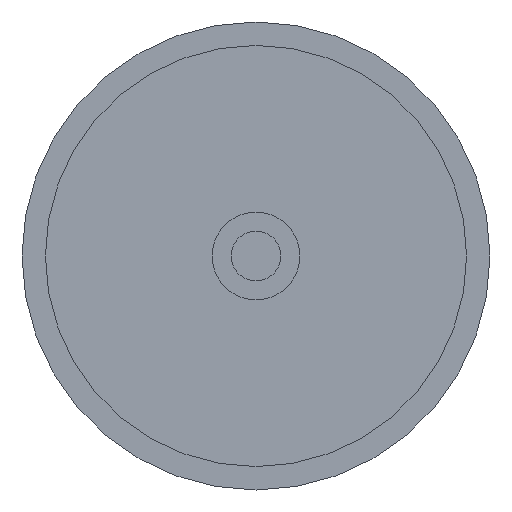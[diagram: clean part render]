
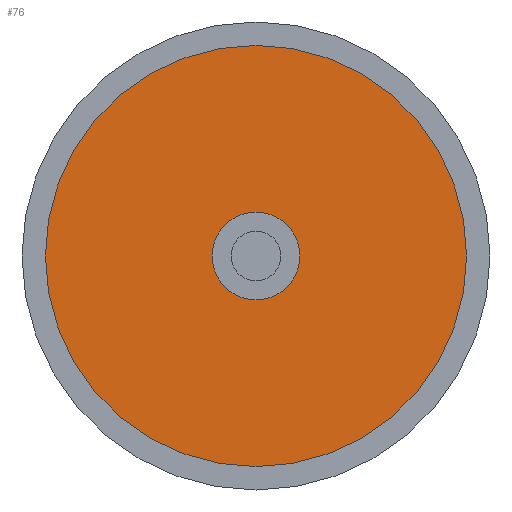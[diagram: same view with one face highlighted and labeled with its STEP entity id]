
A CAD part, front view. The second image highlights one B-rep face of the part: STEP entity #76.
In plain terms, the highlighted planar face has unit normal (0, -1, 0).
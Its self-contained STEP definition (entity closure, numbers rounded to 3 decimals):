
#76=ADVANCED_FACE('',(#167,#168),#169,.T.);
#167=FACE_BOUND('',#274,.T.);
#168=FACE_OUTER_BOUND('',#275,.T.);
#169=PLANE('',#276);
#274=EDGE_LOOP('',(#420,#421,#422));
#275=EDGE_LOOP('',(#423,#424));
#276=AXIS2_PLACEMENT_3D('',#425,#426,#427);
#420=ORIENTED_EDGE('',*,*,#627,.T.);
#421=ORIENTED_EDGE('',*,*,#625,.T.);
#422=ORIENTED_EDGE('',*,*,#628,.T.);
#423=ORIENTED_EDGE('',*,*,#635,.T.);
#424=ORIENTED_EDGE('',*,*,#636,.T.);
#425=CARTESIAN_POINT('',(148.5,107.8,0.0));
#426=DIRECTION('',(0.,-1.0,0.));
#427=DIRECTION('',(1.0,0.,0.0));
#625=EDGE_CURVE('',#738,#740,#742,.T.);
#627=EDGE_CURVE('',#744,#738,#745,.T.);
#628=EDGE_CURVE('',#740,#744,#746,.T.);
#635=EDGE_CURVE('',#757,#758,#759,.T.);
#636=EDGE_CURVE('',#758,#757,#760,.T.);
#738=VERTEX_POINT('',#878);
#740=VERTEX_POINT('',#881);
#742=CIRCLE('',#884,1.5);
#744=VERTEX_POINT('',#886);
#745=CIRCLE('',#887,1.5);
#746=CIRCLE('',#888,1.5);
#757=VERTEX_POINT('',#901);
#758=VERTEX_POINT('',#902);
#759=CIRCLE('',#903,7.2);
#760=CIRCLE('',#904,7.2);
#878=CARTESIAN_POINT('',(147.0,107.8,0.));
#881=CARTESIAN_POINT('',(150.0,107.8,0.));
#884=AXIS2_PLACEMENT_3D('',#1026,#1027,#1028);
#886=CARTESIAN_POINT('',(148.5,107.8,-1.5));
#887=AXIS2_PLACEMENT_3D('',#1029,#1030,#1031);
#888=AXIS2_PLACEMENT_3D('',#1032,#1033,#1034);
#901=CARTESIAN_POINT('',(155.7,107.8,0.));
#902=CARTESIAN_POINT('',(141.3,107.8,0.));
#903=AXIS2_PLACEMENT_3D('',#1043,#1044,#1045);
#904=AXIS2_PLACEMENT_3D('',#1046,#1047,#1048);
#1026=CARTESIAN_POINT('',(148.5,107.8,0.0));
#1027=DIRECTION('',(0.,1.0,0.));
#1028=DIRECTION('',(0.,0.0,-1.0));
#1029=CARTESIAN_POINT('',(148.5,107.8,0.0));
#1030=DIRECTION('',(0.,1.0,0.));
#1031=DIRECTION('',(0.,0.0,-1.0));
#1032=CARTESIAN_POINT('',(148.5,107.8,0.0));
#1033=DIRECTION('',(0.,1.0,0.));
#1034=DIRECTION('',(0.,0.0,-1.0));
#1043=CARTESIAN_POINT('',(148.5,107.8,0.0));
#1044=DIRECTION('',(0.,-1.0,0.));
#1045=DIRECTION('',(1.0,0.,0.0));
#1046=CARTESIAN_POINT('',(148.5,107.8,0.0));
#1047=DIRECTION('',(0.,-1.0,0.));
#1048=DIRECTION('',(1.0,0.,0.0));
